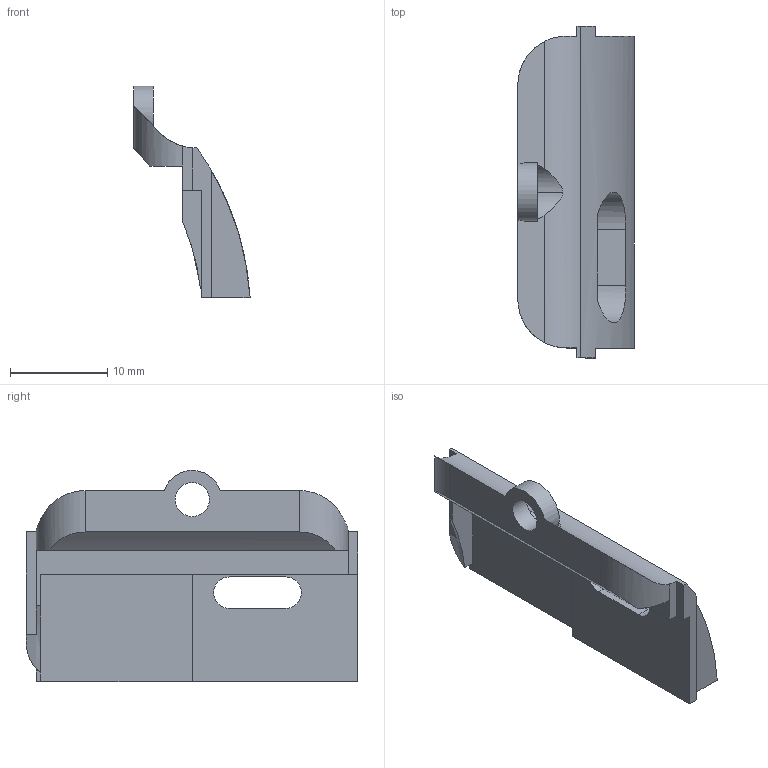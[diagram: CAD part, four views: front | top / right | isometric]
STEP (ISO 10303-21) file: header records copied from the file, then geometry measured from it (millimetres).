
FILE_DESCRIPTION(('HOOPS Exchange Step'),'2;1');
FILE_NAME('temp_export','2024-03-17T02:43:45-15:00',('mobile'),('Shapr3D Limited'),'HOOPS Exchange 2023.2','Shapr3D','Authorized');
FILE_SCHEMA( ('AUTOMOTIVE_DESIGN { 1 0 10303 214 1 1 1 1 }') );
Length unit declared in the file: millimetre
Products named in the file (1): Connector-cover_v1.2
Bounding box: 11.93 x 34.05 x 21.66 mm (x, y, z)
Volume: 1982.8 mm3; surface area: 2027.7 mm2
Topology: 1 solids, 1 shells, 43 faces, 117 edges, 77 vertices
Faces by surface type: plane 27, cylinder 16
Full cylindrical faces by diameter (mm): 3.5 x1
Entity records: 1618 total; most frequent: CARTESIAN_POINT 481, ORIENTED_EDGE 234, DIRECTION 231, EDGE_CURVE 117, AXIS2_PLACEMENT_3D 80, VERTEX_POINT 77, VECTOR 71, LINE 71
